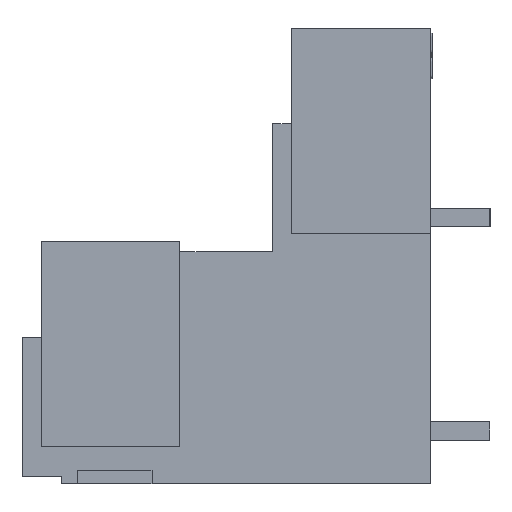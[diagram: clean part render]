
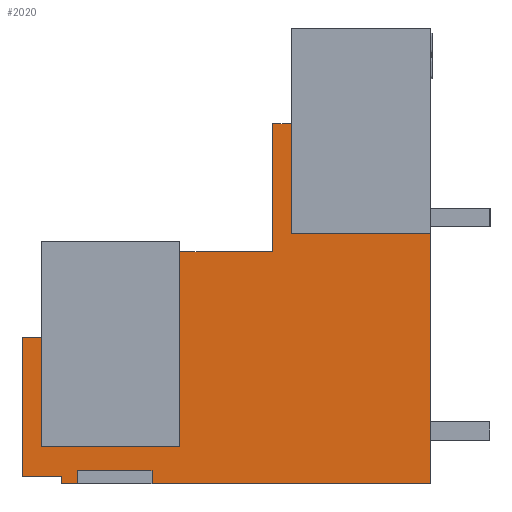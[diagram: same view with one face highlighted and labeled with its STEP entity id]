
A CAD part, left-side view. The second image highlights one B-rep face of the part: STEP entity #2020.
In plain terms, the highlighted planar face has unit normal (-1, 0, 0).
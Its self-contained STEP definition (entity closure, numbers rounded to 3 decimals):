
#1902=AXIS2_PLACEMENT_3D('Plane Axis2P3D',#1899,#1900,#1901) ;
#124=CARTESIAN_POINT('Vertex',(3.45,16.7,12.5)) ;
#127=CARTESIAN_POINT('Line Origine',(3.45,14.2,12.5)) ;
#131=CARTESIAN_POINT('Vertex',(3.45,11.7,12.5)) ;
#639=CARTESIAN_POINT('Line Origine',(3.45,24.175,4.95)) ;
#643=CARTESIAN_POINT('Vertex',(3.45,24.175,7.9)) ;
#645=CARTESIAN_POINT('Vertex',(3.45,24.175,2.)) ;
#1562=CARTESIAN_POINT('Line Origine',(3.45,20.438,2.)) ;
#1566=CARTESIAN_POINT('Vertex',(3.45,16.7,2.)) ;
#1638=CARTESIAN_POINT('Line Origine',(3.45,16.7,7.25)) ;
#1899=CARTESIAN_POINT('Axis2P3D Location',(3.45,3.2,0.4)) ;
#1904=CARTESIAN_POINT('Line Origine',(3.45,10.7,0.)) ;
#1908=CARTESIAN_POINT('Vertex',(3.45,18.2,0.)) ;
#1910=CARTESIAN_POINT('Vertex',(3.45,3.2,0.)) ;
#1913=CARTESIAN_POINT('Line Origine',(3.45,3.2,6.75)) ;
#1917=CARTESIAN_POINT('Vertex',(3.45,3.2,13.5)) ;
#1920=CARTESIAN_POINT('Line Origine',(3.45,6.95,13.5)) ;
#1924=CARTESIAN_POINT('Vertex',(3.45,10.7,13.5)) ;
#1927=CARTESIAN_POINT('Line Origine',(3.45,10.7,16.45)) ;
#1931=CARTESIAN_POINT('Vertex',(3.45,10.7,19.4)) ;
#1934=CARTESIAN_POINT('Line Origine',(3.45,11.2,19.4)) ;
#1938=CARTESIAN_POINT('Vertex',(3.45,11.7,19.4)) ;
#1941=CARTESIAN_POINT('Line Origine',(3.45,11.7,15.95)) ;
#1946=CARTESIAN_POINT('Line Origine',(3.45,24.687,7.9)) ;
#1950=CARTESIAN_POINT('Vertex',(3.45,25.2,7.9)) ;
#1953=CARTESIAN_POINT('Line Origine',(3.45,25.2,4.15)) ;
#1957=CARTESIAN_POINT('Vertex',(3.45,25.2,0.4)) ;
#1960=CARTESIAN_POINT('Line Origine',(3.45,24.145,0.4)) ;
#1964=CARTESIAN_POINT('Vertex',(3.45,23.09,0.4)) ;
#1967=CARTESIAN_POINT('Line Origine',(3.45,23.09,0.2)) ;
#1971=CARTESIAN_POINT('Vertex',(3.45,23.09,0.)) ;
#1974=CARTESIAN_POINT('Line Origine',(3.45,22.645,0.)) ;
#1978=CARTESIAN_POINT('Vertex',(3.45,22.2,0.)) ;
#1981=CARTESIAN_POINT('Line Origine',(3.45,22.2,0.35)) ;
#1985=CARTESIAN_POINT('Vertex',(3.45,22.2,0.7)) ;
#1988=CARTESIAN_POINT('Line Origine',(3.45,20.2,0.7)) ;
#1992=CARTESIAN_POINT('Vertex',(3.45,18.2,0.7)) ;
#1995=CARTESIAN_POINT('Line Origine',(3.45,18.2,0.35)) ;
#128=DIRECTION('Vector Direction',(0.,1.,0.)) ;
#640=DIRECTION('Vector Direction',(0.,0.,-1.)) ;
#1563=DIRECTION('Vector Direction',(0.,-1.,0.)) ;
#1639=DIRECTION('Vector Direction',(0.,0.,-1.)) ;
#1900=DIRECTION('Axis2P3D Direction',(-1.,0.,0.)) ;
#1901=DIRECTION('Axis2P3D XDirection',(0.,0.,-1.)) ;
#1905=DIRECTION('Vector Direction',(0.,-1.,0.)) ;
#1914=DIRECTION('Vector Direction',(0.,0.,1.)) ;
#1921=DIRECTION('Vector Direction',(0.,-1.,0.)) ;
#1928=DIRECTION('Vector Direction',(0.,0.,-1.)) ;
#1935=DIRECTION('Vector Direction',(0.,1.,0.)) ;
#1942=DIRECTION('Vector Direction',(0.,0.,-1.)) ;
#1947=DIRECTION('Vector Direction',(0.,1.,0.)) ;
#1954=DIRECTION('Vector Direction',(0.,0.,-1.)) ;
#1961=DIRECTION('Vector Direction',(0.,-1.,0.)) ;
#1968=DIRECTION('Vector Direction',(0.,0.,-1.)) ;
#1975=DIRECTION('Vector Direction',(0.,-1.,0.)) ;
#1982=DIRECTION('Vector Direction',(0.,0.,1.)) ;
#1989=DIRECTION('Vector Direction',(0.,-1.,0.)) ;
#1996=DIRECTION('Vector Direction',(0.,0.,1.)) ;
#129=VECTOR('Line Direction',#128,1.) ;
#641=VECTOR('Line Direction',#640,1.) ;
#1564=VECTOR('Line Direction',#1563,1.) ;
#1640=VECTOR('Line Direction',#1639,1.) ;
#1906=VECTOR('Line Direction',#1905,1.) ;
#1915=VECTOR('Line Direction',#1914,1.) ;
#1922=VECTOR('Line Direction',#1921,1.) ;
#1929=VECTOR('Line Direction',#1928,1.) ;
#1936=VECTOR('Line Direction',#1935,1.) ;
#1943=VECTOR('Line Direction',#1942,1.) ;
#1948=VECTOR('Line Direction',#1947,1.) ;
#1955=VECTOR('Line Direction',#1954,1.) ;
#1962=VECTOR('Line Direction',#1961,1.) ;
#1969=VECTOR('Line Direction',#1968,1.) ;
#1976=VECTOR('Line Direction',#1975,1.) ;
#1983=VECTOR('Line Direction',#1982,1.) ;
#1990=VECTOR('Line Direction',#1989,1.) ;
#1997=VECTOR('Line Direction',#1996,1.) ;
#2001=ORIENTED_EDGE('',*,*,#1912,.T.) ;
#2002=ORIENTED_EDGE('',*,*,#1919,.T.) ;
#2003=ORIENTED_EDGE('',*,*,#1926,.F.) ;
#2004=ORIENTED_EDGE('',*,*,#1933,.F.) ;
#2005=ORIENTED_EDGE('',*,*,#1940,.T.) ;
#2006=ORIENTED_EDGE('',*,*,#1945,.T.) ;
#2007=ORIENTED_EDGE('',*,*,#133,.T.) ;
#2008=ORIENTED_EDGE('',*,*,#1642,.T.) ;
#2009=ORIENTED_EDGE('',*,*,#1568,.F.) ;
#2010=ORIENTED_EDGE('',*,*,#647,.F.) ;
#2011=ORIENTED_EDGE('',*,*,#1952,.T.) ;
#2012=ORIENTED_EDGE('',*,*,#1959,.T.) ;
#2013=ORIENTED_EDGE('',*,*,#1966,.T.) ;
#2014=ORIENTED_EDGE('',*,*,#1973,.T.) ;
#2015=ORIENTED_EDGE('',*,*,#1980,.T.) ;
#2016=ORIENTED_EDGE('',*,*,#1987,.T.) ;
#2017=ORIENTED_EDGE('',*,*,#1994,.T.) ;
#2018=ORIENTED_EDGE('',*,*,#1999,.F.) ;
#2020=ADVANCED_FACE('HOUSING',(#2019),#1903,.T.) ;
#133=EDGE_CURVE('',#132,#125,#130,.T.) ;
#647=EDGE_CURVE('',#644,#646,#642,.T.) ;
#1568=EDGE_CURVE('',#646,#1567,#1565,.T.) ;
#1642=EDGE_CURVE('',#125,#1567,#1641,.T.) ;
#1912=EDGE_CURVE('',#1909,#1911,#1907,.T.) ;
#1919=EDGE_CURVE('',#1911,#1918,#1916,.T.) ;
#1926=EDGE_CURVE('',#1925,#1918,#1923,.T.) ;
#1933=EDGE_CURVE('',#1932,#1925,#1930,.T.) ;
#1940=EDGE_CURVE('',#1932,#1939,#1937,.T.) ;
#1945=EDGE_CURVE('',#1939,#132,#1944,.T.) ;
#1952=EDGE_CURVE('',#644,#1951,#1949,.T.) ;
#1959=EDGE_CURVE('',#1951,#1958,#1956,.T.) ;
#1966=EDGE_CURVE('',#1958,#1965,#1963,.T.) ;
#1973=EDGE_CURVE('',#1965,#1972,#1970,.T.) ;
#1980=EDGE_CURVE('',#1972,#1979,#1977,.T.) ;
#1987=EDGE_CURVE('',#1979,#1986,#1984,.T.) ;
#1994=EDGE_CURVE('',#1986,#1993,#1991,.T.) ;
#1999=EDGE_CURVE('',#1909,#1993,#1998,.T.) ;
#2000=EDGE_LOOP('',(#2001,#2002,#2003,#2004,#2005,#2006,#2007,#2008,#2009,#2010,#2011,#2012,#2013,#2014,#2015,#2016,#2017,#2018)) ;
#2019=FACE_OUTER_BOUND('',#2000,.T.) ;
#130=LINE('Line',#127,#129) ;
#642=LINE('Line',#639,#641) ;
#1565=LINE('Line',#1562,#1564) ;
#1641=LINE('Line',#1638,#1640) ;
#1907=LINE('Line',#1904,#1906) ;
#1916=LINE('Line',#1913,#1915) ;
#1923=LINE('Line',#1920,#1922) ;
#1930=LINE('Line',#1927,#1929) ;
#1937=LINE('Line',#1934,#1936) ;
#1944=LINE('Line',#1941,#1943) ;
#1949=LINE('Line',#1946,#1948) ;
#1956=LINE('Line',#1953,#1955) ;
#1963=LINE('Line',#1960,#1962) ;
#1970=LINE('Line',#1967,#1969) ;
#1977=LINE('Line',#1974,#1976) ;
#1984=LINE('Line',#1981,#1983) ;
#1991=LINE('Line',#1988,#1990) ;
#1998=LINE('Line',#1995,#1997) ;
#1903=PLANE('',#1902) ;
#125=VERTEX_POINT('',#124) ;
#132=VERTEX_POINT('',#131) ;
#644=VERTEX_POINT('',#643) ;
#646=VERTEX_POINT('',#645) ;
#1567=VERTEX_POINT('',#1566) ;
#1909=VERTEX_POINT('',#1908) ;
#1911=VERTEX_POINT('',#1910) ;
#1918=VERTEX_POINT('',#1917) ;
#1925=VERTEX_POINT('',#1924) ;
#1932=VERTEX_POINT('',#1931) ;
#1939=VERTEX_POINT('',#1938) ;
#1951=VERTEX_POINT('',#1950) ;
#1958=VERTEX_POINT('',#1957) ;
#1965=VERTEX_POINT('',#1964) ;
#1972=VERTEX_POINT('',#1971) ;
#1979=VERTEX_POINT('',#1978) ;
#1986=VERTEX_POINT('',#1985) ;
#1993=VERTEX_POINT('',#1992) ;
